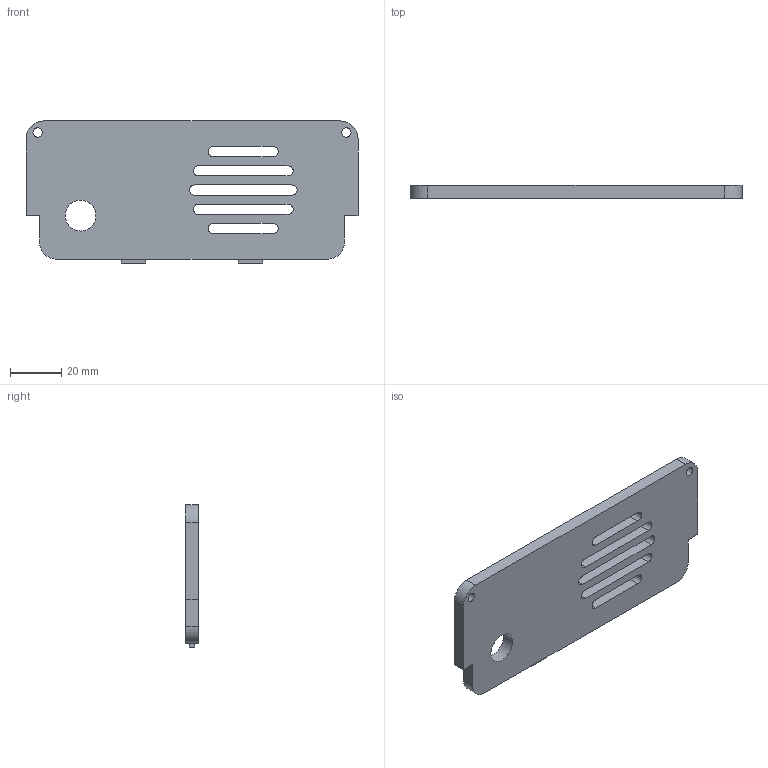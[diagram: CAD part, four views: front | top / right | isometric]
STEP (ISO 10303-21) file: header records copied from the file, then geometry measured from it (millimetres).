
FILE_DESCRIPTION(('FreeCAD Model'),'2;1');
FILE_NAME('Open CASCADE Shape Model','2024-12-07T18:24:26',('Author'),( ''),'Open CASCADE STEP processor 7.6','FreeCAD','Unknown');
FILE_SCHEMA(('AUTOMOTIVE_DESIGN { 1 0 10303 214 1 1 1 1 }'));
Length unit declared in the file: millimetre
Products named in the file (1): Body001
Bounding box: 129.5 x 5 x 55.45 mm (x, y, z)
Volume: 29746.4 mm3; surface area: 15940 mm2
Topology: 1 solids, 1 shells, 51 faces, 135 edges, 90 vertices
Faces by surface type: plane 32, cylinder 19
Full cylindrical faces by diameter (mm): 3.6 x2, 6 x2, 12 x1
Entity records: 3414 total; most frequent: CARTESIAN_POINT 583, DIRECTION 541, LINE 329, VECTOR 329, ORIENTED_EDGE 270, PCURVE 270, DEFINITIONAL_REPRESENTATION 270, EDGE_CURVE 135
